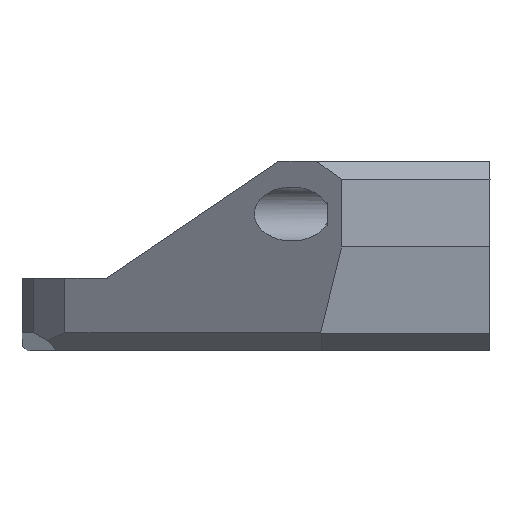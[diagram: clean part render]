
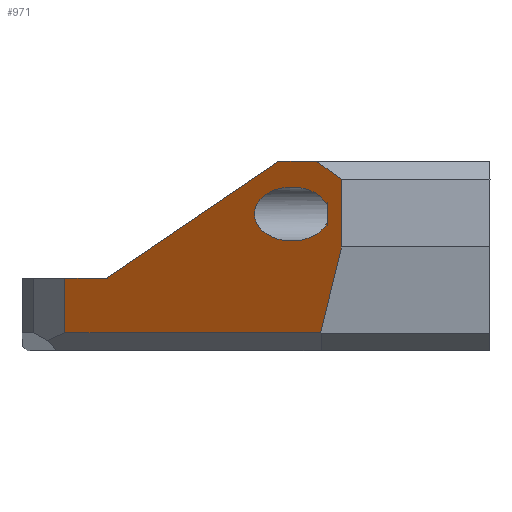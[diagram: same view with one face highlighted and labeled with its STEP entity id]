
A CAD part, left-side view. The second image highlights one B-rep face of the part: STEP entity #971.
In plain terms, the highlighted planar face has unit normal (-0.811, 0.586, 0).
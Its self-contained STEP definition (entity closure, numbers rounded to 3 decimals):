
#16=ELLIPSE('',#1041,5.124,3.);
#18=FACE_BOUND('',#143,.T.);
#39=PLANE('',#1040);
#89=FACE_OUTER_BOUND('',#142,.T.);
#142=EDGE_LOOP('',(#811,#812,#813,#814,#815,#816,#817,#818));
#143=EDGE_LOOP('',(#819,#820));
#266=LINE('',#3138,#366);
#268=LINE('',#3142,#368);
#270=LINE('',#3146,#370);
#271=LINE('',#3148,#371);
#272=LINE('',#3150,#372);
#273=LINE('',#3152,#373);
#274=LINE('',#3154,#374);
#275=LINE('',#3155,#375);
#276=LINE('',#3159,#376);
#366=VECTOR('',#1193,10.);
#368=VECTOR('',#1197,10.);
#370=VECTOR('',#1201,10.);
#371=VECTOR('',#1202,10.);
#372=VECTOR('',#1203,10.);
#373=VECTOR('',#1204,1000.);
#374=VECTOR('',#1205,10.);
#375=VECTOR('',#1206,10.);
#376=VECTOR('',#1209,10.);
#473=VERTEX_POINT('',#3135);
#474=VERTEX_POINT('',#3137);
#475=VERTEX_POINT('',#3141);
#476=VERTEX_POINT('',#3145);
#477=VERTEX_POINT('',#3147);
#478=VERTEX_POINT('',#3149);
#479=VERTEX_POINT('',#3151);
#480=VERTEX_POINT('',#3153);
#481=VERTEX_POINT('',#3156);
#482=VERTEX_POINT('',#3157);
#594=EDGE_CURVE('',#473,#474,#266,.T.);
#596=EDGE_CURVE('',#474,#475,#268,.T.);
#598=EDGE_CURVE('',#473,#476,#270,.T.);
#599=EDGE_CURVE('',#476,#477,#271,.T.);
#600=EDGE_CURVE('',#477,#478,#272,.T.);
#601=EDGE_CURVE('',#478,#479,#273,.T.);
#602=EDGE_CURVE('',#480,#479,#274,.T.);
#603=EDGE_CURVE('',#480,#475,#275,.T.);
#604=EDGE_CURVE('',#481,#482,#16,.T.);
#605=EDGE_CURVE('',#482,#481,#276,.T.);
#811=ORIENTED_EDGE('',*,*,#594,.F.);
#812=ORIENTED_EDGE('',*,*,#598,.T.);
#813=ORIENTED_EDGE('',*,*,#599,.T.);
#814=ORIENTED_EDGE('',*,*,#600,.T.);
#815=ORIENTED_EDGE('',*,*,#601,.T.);
#816=ORIENTED_EDGE('',*,*,#602,.F.);
#817=ORIENTED_EDGE('',*,*,#603,.T.);
#818=ORIENTED_EDGE('',*,*,#596,.F.);
#819=ORIENTED_EDGE('',*,*,#604,.T.);
#820=ORIENTED_EDGE('',*,*,#605,.T.);
#971=ADVANCED_FACE('',(#89,#18),#39,.F.);
#1040=AXIS2_PLACEMENT_3D('',#3144,#1199,#1200);
#1041=AXIS2_PLACEMENT_3D('',#3158,#1207,#1208);
#1193=DIRECTION('',(0.586,0.811,0.));
#1197=DIRECTION('',(0.,0.,1.));
#1199=DIRECTION('center_axis',(0.811,-0.586,0.));
#1200=DIRECTION('ref_axis',(-0.586,-0.811,0.));
#1201=DIRECTION('',(-0.169,-0.234,0.957));
#1202=DIRECTION('',(0.,0.,1.));
#1203=DIRECTION('',(0.505,0.7,0.505));
#1204=DIRECTION('',(0.586,0.811,0.));
#1205=DIRECTION('',(-0.513,-0.71,0.482));
#1206=DIRECTION('',(0.586,0.811,0.));
#1207=DIRECTION('center_axis',(0.811,-0.586,0.));
#1208=DIRECTION('ref_axis',(0.586,0.811,0.));
#1209=DIRECTION('',(0.,0.,-1.));
#3135=CARTESIAN_POINT('',(-32.186,41.22,87.));
#3137=CARTESIAN_POINT('',(-11.666,69.629,87.));
#3138=CARTESIAN_POINT('',(-11.405,69.991,87.));
#3141=CARTESIAN_POINT('',(-11.666,69.629,93.055));
#3142=CARTESIAN_POINT('',(-11.666,69.629,106.055));
#3144=CARTESIAN_POINT('Origin',(-9.502,72.625,106.055));
#3145=CARTESIAN_POINT('',(-33.868,38.892,96.528));
#3146=CARTESIAN_POINT('',(-32.468,40.83,88.596));
#3147=CARTESIAN_POINT('',(-33.868,38.892,104.055));
#3148=CARTESIAN_POINT('',(-33.868,38.892,101.291));
#3149=CARTESIAN_POINT('',(-31.868,41.661,106.055));
#3150=CARTESIAN_POINT('',(-24.5,51.861,113.423));
#3151=CARTESIAN_POINT('',(-28.821,45.879,106.055));
#3152=CARTESIAN_POINT('',(-22.583,54.515,106.055));
#3153=CARTESIAN_POINT('',(-14.974,65.05,93.055));
#3154=CARTESIAN_POINT('',(-18.957,59.535,96.795));
#3155=CARTESIAN_POINT('',(-11.279,70.165,93.055));
#3156=CARTESIAN_POINT('',(-32.778,40.4,99.468));
#3157=CARTESIAN_POINT('',(-32.778,40.4,100.923));
#3158=CARTESIAN_POINT('Origin',(-29.868,44.43,100.195));
#3159=CARTESIAN_POINT('',(-32.778,40.4,103.125));
